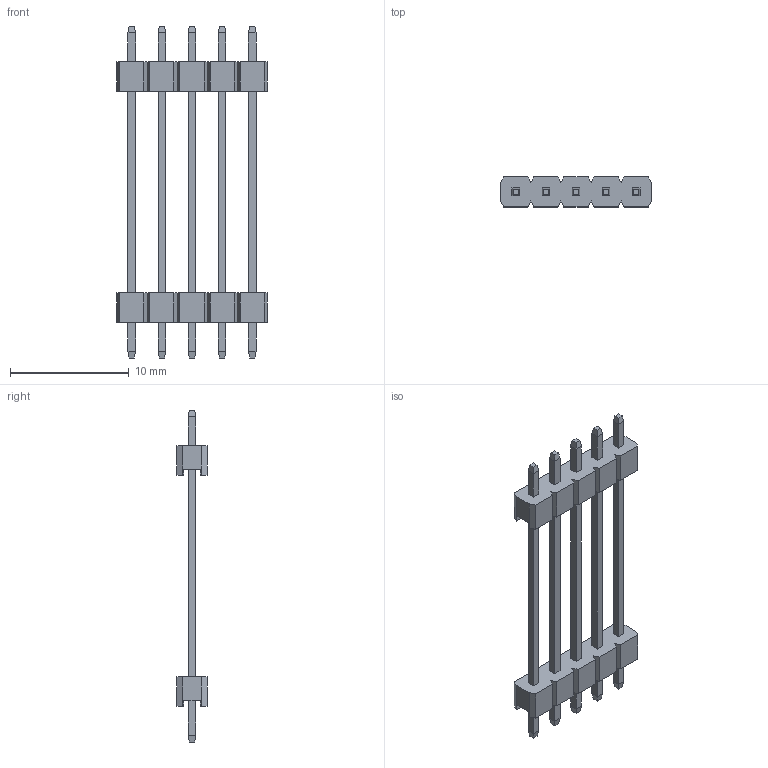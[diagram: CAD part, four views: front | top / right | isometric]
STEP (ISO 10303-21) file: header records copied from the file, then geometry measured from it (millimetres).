
FILE_DESCRIPTION (( 'STEP AP214' ), '1' );
FILE_NAME ('FPH25449-S05S1014070739B-REF.STEP', '2025-11-25T03:22:40', ( '' ), ( '' ), 'SwSTEP 2.0', 'SolidWorks 2021', '' );
FILE_SCHEMA (( 'AUTOMOTIVE_DESIGN' ));
Length unit declared in the file: millimetre
Products named in the file (1): FPH25449-S05S1014070739B-REF
Bounding box: 12.7 x 2.54 x 28 mm (x, y, z)
Volume: 185.8 mm3; surface area: 618.8 mm2
Topology: 1 solids, 1 shells, 186 faces, 476 edges, 304 vertices
Faces by surface type: plane 186
Entity records: 5510 total; most frequent: CARTESIAN_POINT 967, ORIENTED_EDGE 952, DIRECTION 850, LINE 476, EDGE_CURVE 476, VECTOR 476, VERTEX_POINT 304, EDGE_LOOP 206
